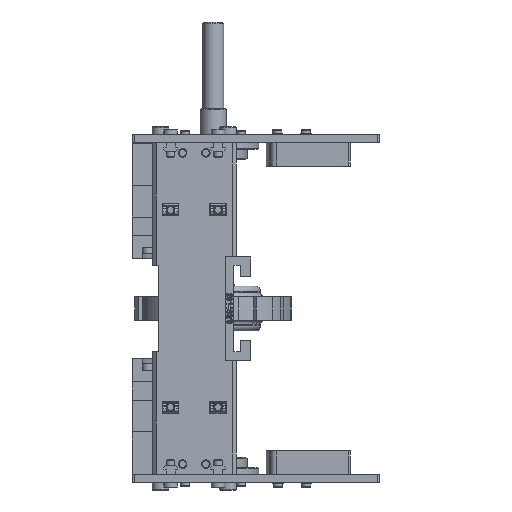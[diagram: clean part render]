
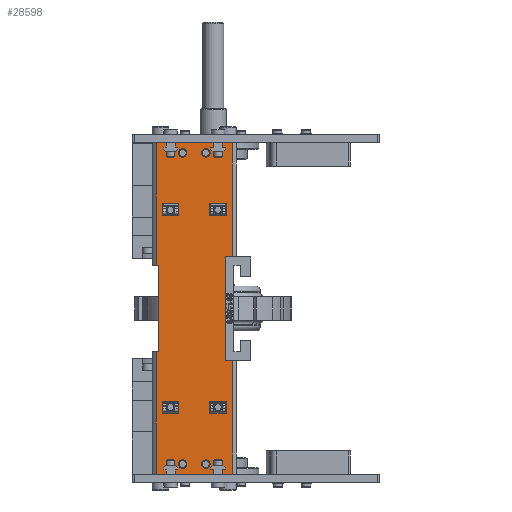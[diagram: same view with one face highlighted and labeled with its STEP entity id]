
A CAD part, left-side view. The second image highlights one B-rep face of the part: STEP entity #28598.
In plain terms, the highlighted face is planar.
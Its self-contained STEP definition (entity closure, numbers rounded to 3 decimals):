
#1012=FACE_BOUND('',#4584,.T.);
#1013=FACE_BOUND('',#4585,.T.);
#1014=FACE_BOUND('',#4586,.T.);
#1015=FACE_BOUND('',#4587,.T.);
#1016=FACE_BOUND('',#4588,.T.);
#1017=FACE_BOUND('',#4589,.T.);
#1018=FACE_BOUND('',#4590,.T.);
#1019=FACE_BOUND('',#4591,.T.);
#1562=PLANE('',#31242);
#2852=FACE_OUTER_BOUND('',#4583,.T.);
#4583=EDGE_LOOP('',(#22918,#22919,#22920,#22921,#22922,#22923,#22924,#22925,
#22926,#22927,#22928,#22929));
#4584=EDGE_LOOP('',(#22930));
#4585=EDGE_LOOP('',(#22931));
#4586=EDGE_LOOP('',(#22932));
#4587=EDGE_LOOP('',(#22933));
#4588=EDGE_LOOP('',(#22934));
#4589=EDGE_LOOP('',(#22935));
#4590=EDGE_LOOP('',(#22936));
#4591=EDGE_LOOP('',(#22937));
#6805=LINE('',#44665,#9883);
#6811=LINE('',#44678,#9889);
#6815=LINE('',#44684,#9893);
#6819=LINE('',#44693,#9897);
#6821=LINE('',#44697,#9899);
#6822=LINE('',#44699,#9900);
#6823=LINE('',#44701,#9901);
#6824=LINE('',#44703,#9902);
#6825=LINE('',#44705,#9903);
#6826=LINE('',#44707,#9904);
#6827=LINE('',#44709,#9905);
#6828=LINE('',#44710,#9906);
#9883=VECTOR('',#36173,10.);
#9889=VECTOR('',#36181,10.);
#9893=VECTOR('',#36187,10.);
#9897=VECTOR('',#36195,10.);
#9899=VECTOR('',#36199,10.);
#9900=VECTOR('',#36200,10.);
#9901=VECTOR('',#36201,10.);
#9902=VECTOR('',#36202,10.);
#9903=VECTOR('',#36203,10.);
#9904=VECTOR('',#36204,10.);
#9905=VECTOR('',#36205,10.);
#9906=VECTOR('',#36206,10.);
#12191=CIRCLE('',#31243,3.3);
#12192=CIRCLE('',#31244,3.3);
#12193=CIRCLE('',#31245,3.3);
#12194=CIRCLE('',#31246,3.3);
#12195=CIRCLE('',#31247,4.5);
#12196=CIRCLE('',#31248,4.5);
#12197=CIRCLE('',#31249,4.5);
#12198=CIRCLE('',#31250,4.5);
#13799=VERTEX_POINT('',#44662);
#13800=VERTEX_POINT('',#44664);
#13805=VERTEX_POINT('',#44675);
#13806=VERTEX_POINT('',#44677);
#13810=VERTEX_POINT('',#44692);
#13811=VERTEX_POINT('',#44696);
#13812=VERTEX_POINT('',#44698);
#13813=VERTEX_POINT('',#44700);
#13814=VERTEX_POINT('',#44702);
#13815=VERTEX_POINT('',#44704);
#13816=VERTEX_POINT('',#44706);
#13817=VERTEX_POINT('',#44708);
#13818=VERTEX_POINT('',#44711);
#13819=VERTEX_POINT('',#44713);
#13820=VERTEX_POINT('',#44715);
#13821=VERTEX_POINT('',#44717);
#13822=VERTEX_POINT('',#44719);
#13823=VERTEX_POINT('',#44721);
#13824=VERTEX_POINT('',#44723);
#13825=VERTEX_POINT('',#44725);
#17086=EDGE_CURVE('',#13800,#13799,#6805,.T.);
#17092=EDGE_CURVE('',#13806,#13805,#6811,.T.);
#17096=EDGE_CURVE('',#13805,#13800,#6815,.T.);
#17100=EDGE_CURVE('',#13806,#13810,#6819,.T.);
#17102=EDGE_CURVE('',#13811,#13799,#6821,.T.);
#17103=EDGE_CURVE('',#13811,#13812,#6822,.T.);
#17104=EDGE_CURVE('',#13813,#13812,#6823,.T.);
#17105=EDGE_CURVE('',#13813,#13814,#6824,.T.);
#17106=EDGE_CURVE('',#13814,#13815,#6825,.T.);
#17107=EDGE_CURVE('',#13815,#13816,#6826,.T.);
#17108=EDGE_CURVE('',#13817,#13816,#6827,.T.);
#17109=EDGE_CURVE('',#13817,#13810,#6828,.T.);
#17110=EDGE_CURVE('',#13818,#13818,#12191,.T.);
#17111=EDGE_CURVE('',#13819,#13819,#12192,.T.);
#17112=EDGE_CURVE('',#13820,#13820,#12193,.T.);
#17113=EDGE_CURVE('',#13821,#13821,#12194,.T.);
#17114=EDGE_CURVE('',#13822,#13822,#12195,.T.);
#17115=EDGE_CURVE('',#13823,#13823,#12196,.T.);
#17116=EDGE_CURVE('',#13824,#13824,#12197,.T.);
#17117=EDGE_CURVE('',#13825,#13825,#12198,.T.);
#22918=ORIENTED_EDGE('',*,*,#17092,.T.);
#22919=ORIENTED_EDGE('',*,*,#17096,.T.);
#22920=ORIENTED_EDGE('',*,*,#17086,.T.);
#22921=ORIENTED_EDGE('',*,*,#17102,.F.);
#22922=ORIENTED_EDGE('',*,*,#17103,.T.);
#22923=ORIENTED_EDGE('',*,*,#17104,.F.);
#22924=ORIENTED_EDGE('',*,*,#17105,.T.);
#22925=ORIENTED_EDGE('',*,*,#17106,.T.);
#22926=ORIENTED_EDGE('',*,*,#17107,.T.);
#22927=ORIENTED_EDGE('',*,*,#17108,.F.);
#22928=ORIENTED_EDGE('',*,*,#17109,.T.);
#22929=ORIENTED_EDGE('',*,*,#17100,.F.);
#22930=ORIENTED_EDGE('',*,*,#17110,.T.);
#22931=ORIENTED_EDGE('',*,*,#17111,.T.);
#22932=ORIENTED_EDGE('',*,*,#17112,.T.);
#22933=ORIENTED_EDGE('',*,*,#17113,.T.);
#22934=ORIENTED_EDGE('',*,*,#17114,.T.);
#22935=ORIENTED_EDGE('',*,*,#17115,.T.);
#22936=ORIENTED_EDGE('',*,*,#17116,.T.);
#22937=ORIENTED_EDGE('',*,*,#17117,.T.);
#28598=ADVANCED_FACE('',(#2852,#1012,#1013,#1014,#1015,#1016,#1017,#1018,
#1019),#1562,.T.);
#31242=AXIS2_PLACEMENT_3D('',#44695,#36197,#36198);
#31243=AXIS2_PLACEMENT_3D('',#44712,#36207,#36208);
#31244=AXIS2_PLACEMENT_3D('',#44714,#36209,#36210);
#31245=AXIS2_PLACEMENT_3D('',#44716,#36211,#36212);
#31246=AXIS2_PLACEMENT_3D('',#44718,#36213,#36214);
#31247=AXIS2_PLACEMENT_3D('',#44720,#36215,#36216);
#31248=AXIS2_PLACEMENT_3D('',#44722,#36217,#36218);
#31249=AXIS2_PLACEMENT_3D('',#44724,#36219,#36220);
#31250=AXIS2_PLACEMENT_3D('',#44726,#36221,#36222);
#36173=DIRECTION('',(0.,-1.,0.));
#36181=DIRECTION('',(0.,1.,0.));
#36187=DIRECTION('',(-1.,0.,0.));
#36195=DIRECTION('',(1.,0.,0.));
#36197=DIRECTION('center_axis',(0.,0.,-1.));
#36198=DIRECTION('ref_axis',(-1.,0.,0.));
#36199=DIRECTION('',(1.,0.,0.));
#36200=DIRECTION('',(0.,1.,0.));
#36201=DIRECTION('',(-1.,0.,0.));
#36202=DIRECTION('',(0.,-1.,0.));
#36203=DIRECTION('',(1.,0.,0.));
#36204=DIRECTION('',(0.,1.,0.));
#36205=DIRECTION('',(-1.,0.,0.));
#36206=DIRECTION('',(0.,-1.,0.));
#36207=DIRECTION('center_axis',(0.,0.,1.));
#36208=DIRECTION('ref_axis',(1.,0.,0.));
#36209=DIRECTION('center_axis',(0.,0.,1.));
#36210=DIRECTION('ref_axis',(1.,0.,0.));
#36211=DIRECTION('center_axis',(0.,0.,1.));
#36212=DIRECTION('ref_axis',(1.,0.,0.));
#36213=DIRECTION('center_axis',(0.,0.,1.));
#36214=DIRECTION('ref_axis',(1.,0.,0.));
#36215=DIRECTION('center_axis',(0.,0.,1.));
#36216=DIRECTION('ref_axis',(1.,0.,0.));
#36217=DIRECTION('center_axis',(0.,0.,1.));
#36218=DIRECTION('ref_axis',(1.,0.,0.));
#36219=DIRECTION('center_axis',(0.,0.,1.));
#36220=DIRECTION('ref_axis',(1.,0.,0.));
#36221=DIRECTION('center_axis',(0.,0.,1.));
#36222=DIRECTION('ref_axis',(1.,0.,0.));
#44662=CARTESIAN_POINT('',(-49.,-36.,-10.));
#44664=CARTESIAN_POINT('',(-49.,-30.,-10.));
#44665=CARTESIAN_POINT('',(-49.,-20.,-10.));
#44675=CARTESIAN_POINT('',(49.,-30.,-10.));
#44677=CARTESIAN_POINT('',(49.,-36.,-10.));
#44678=CARTESIAN_POINT('',(49.,-20.,-10.));
#44684=CARTESIAN_POINT('',(0.,-30.,-10.));
#44692=CARTESIAN_POINT('',(157.,-36.,-10.));
#44693=CARTESIAN_POINT('',(-78.5,-36.,-10.));
#44695=CARTESIAN_POINT('Origin',(0.,0.,-10.));
#44696=CARTESIAN_POINT('',(-157.,-36.,-10.));
#44697=CARTESIAN_POINT('',(-78.5,-36.,-10.));
#44698=CARTESIAN_POINT('',(-157.,36.,-10.));
#44699=CARTESIAN_POINT('',(-157.,-40.,-10.));
#44700=CARTESIAN_POINT('',(-41.,36.,-10.));
#44701=CARTESIAN_POINT('',(78.5,36.,-10.));
#44702=CARTESIAN_POINT('',(-41.,34.,-10.));
#44703=CARTESIAN_POINT('',(-41.,17.,-10.));
#44704=CARTESIAN_POINT('',(41.,34.,-10.));
#44705=CARTESIAN_POINT('',(20.5,34.,-10.));
#44706=CARTESIAN_POINT('',(41.,36.,-10.));
#44707=CARTESIAN_POINT('',(41.,20.,-10.));
#44708=CARTESIAN_POINT('',(157.,36.,-10.));
#44709=CARTESIAN_POINT('',(78.5,36.,-10.));
#44710=CARTESIAN_POINT('',(157.,40.,-10.));
#44711=CARTESIAN_POINT('',(144.2,11.,-10.));
#44712=CARTESIAN_POINT('Origin',(147.5,11.,-10.));
#44713=CARTESIAN_POINT('',(-150.8,-11.,-10.));
#44714=CARTESIAN_POINT('Origin',(-147.5,-11.,-10.));
#44715=CARTESIAN_POINT('',(-150.8,11.,-10.));
#44716=CARTESIAN_POINT('Origin',(-147.5,11.,-10.));
#44717=CARTESIAN_POINT('',(144.2,-11.,-10.));
#44718=CARTESIAN_POINT('Origin',(147.5,-11.,-10.));
#44719=CARTESIAN_POINT('',(89.,22.5,-10.));
#44720=CARTESIAN_POINT('Origin',(93.5,22.5,-10.));
#44721=CARTESIAN_POINT('',(-98.,-22.5,-10.));
#44722=CARTESIAN_POINT('Origin',(-93.5,-22.5,-10.));
#44723=CARTESIAN_POINT('',(-98.,22.5,-10.));
#44724=CARTESIAN_POINT('Origin',(-93.5,22.5,-10.));
#44725=CARTESIAN_POINT('',(89.,-22.5,-10.));
#44726=CARTESIAN_POINT('Origin',(93.5,-22.5,-10.));
